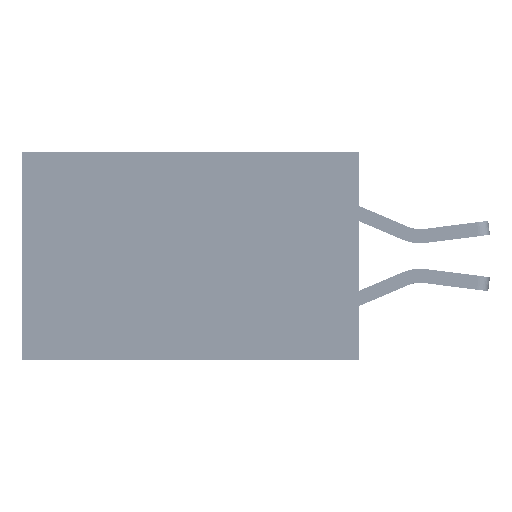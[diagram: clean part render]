
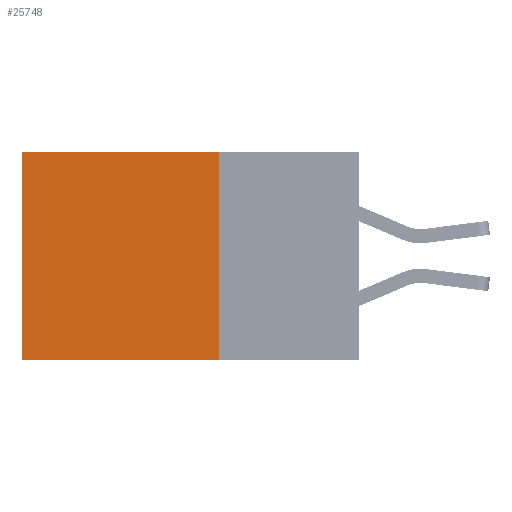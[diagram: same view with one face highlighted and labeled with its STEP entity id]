
A CAD part, left-side view. The second image highlights one B-rep face of the part: STEP entity #25748.
In plain terms, the highlighted planar face has unit normal (-1, 0, 0).
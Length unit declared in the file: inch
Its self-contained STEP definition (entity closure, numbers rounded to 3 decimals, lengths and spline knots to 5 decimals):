
#481 = CARTESIAN_POINT ( 'NONE',  ( 0.2875, 0.6, 0. ) ) ;
#1285 = LINE ( 'NONE', #24179, #4412 ) ;
#1391 = CARTESIAN_POINT ( 'NONE',  ( 0.2875, 0.25, -0.37 ) ) ;
#3810 = ORIENTED_EDGE ( 'NONE', *, *, #20337, .F. ) ;
#4412 = VECTOR ( 'NONE', #9732, 39.37008 ) ;
#4954 = DIRECTION ( 'NONE',  ( 0., 0., -1. ) ) ;
#7190 = LINE ( 'NONE', #1391, #21798 ) ;
#9187 = FACE_OUTER_BOUND ( 'NONE', #24541, .T. ) ;
#9732 = DIRECTION ( 'NONE',  ( 0., 1., 0. ) ) ;
#9910 = CARTESIAN_POINT ( 'NONE',  ( 0.2875, 0.25, 0. ) ) ;
#10529 = CARTESIAN_POINT ( 'NONE',  ( 0.2875, 0.25, -0.37 ) ) ;
#11210 = VERTEX_POINT ( 'NONE', #10529 ) ;
#15247 = EDGE_CURVE ( 'NONE', #16786, #11210, #27817, .T. ) ;
#15563 = DIRECTION ( 'NONE',  ( 1., 0., 0. ) ) ;
#16713 = ORIENTED_EDGE ( 'NONE', *, *, #15247, .F. ) ;
#16786 = VERTEX_POINT ( 'NONE', #9910 ) ;
#17072 = VECTOR ( 'NONE', #24263, 39.37008 ) ;
#18082 = EDGE_CURVE ( 'NONE', #16786, #36756, #1285, .T. ) ;
#20337 = EDGE_CURVE ( 'NONE', #11210, #31034, #7190, .T. ) ;
#21368 = PLANE ( 'NONE',  #21374 ) ;
#21374 = AXIS2_PLACEMENT_3D ( 'NONE', #29750, #15563, #32566 ) ;
#21571 = EDGE_CURVE ( 'NONE', #36756, #31034, #21615, .T. ) ;
#21615 = LINE ( 'NONE', #29820, #17072 ) ;
#21798 = VECTOR ( 'NONE', #24284, 39.37008 ) ;
#23002 = CARTESIAN_POINT ( 'NONE',  ( 0.2875, 0.6, -0.37 ) ) ;
#24179 = CARTESIAN_POINT ( 'NONE',  ( 0.2875, 0.25, 0. ) ) ;
#24263 = DIRECTION ( 'NONE',  ( 0., 0., -1. ) ) ;
#24284 = DIRECTION ( 'NONE',  ( 0., 1., 0. ) ) ;
#24541 = EDGE_LOOP ( 'NONE', ( #33702, #3810, #16713, #25972 ) ) ;
#25153 = VECTOR ( 'NONE', #4954, 39.37008 ) ;
#25748 = ADVANCED_FACE ( 'NONE', ( #9187 ), #21368, .F. ) ;
#25972 = ORIENTED_EDGE ( 'NONE', *, *, #18082, .T. ) ;
#27817 = LINE ( 'NONE', #30618, #25153 ) ;
#29750 = CARTESIAN_POINT ( 'NONE',  ( 0.2875, 0.25, 0. ) ) ;
#29820 = CARTESIAN_POINT ( 'NONE',  ( 0.2875, 0.6, 0. ) ) ;
#30618 = CARTESIAN_POINT ( 'NONE',  ( 0.2875, 0.25, 0. ) ) ;
#31034 = VERTEX_POINT ( 'NONE', #23002 ) ;
#32566 = DIRECTION ( 'NONE',  ( 0., 0., -1. ) ) ;
#33702 = ORIENTED_EDGE ( 'NONE', *, *, #21571, .T. ) ;
#36756 = VERTEX_POINT ( 'NONE', #481 ) ;
